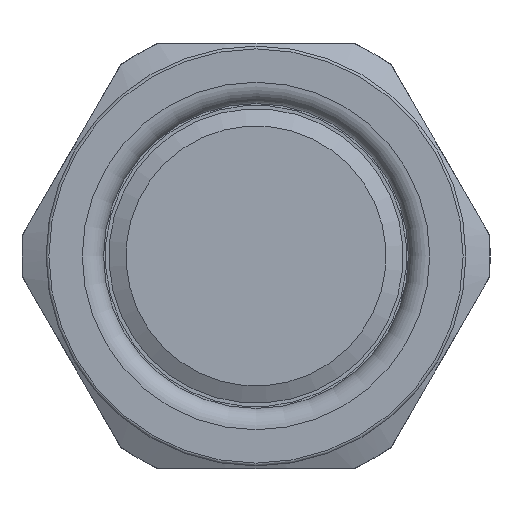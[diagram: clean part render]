
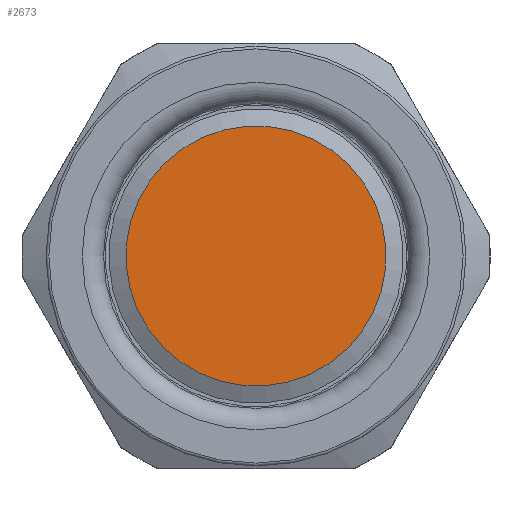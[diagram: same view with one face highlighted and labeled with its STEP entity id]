
A CAD part, left-side view. The second image highlights one B-rep face of the part: STEP entity #2673.
In plain terms, the highlighted face is planar.
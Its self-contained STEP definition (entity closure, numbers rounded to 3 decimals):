
#388=PLANE('',#3103);
#693=FACE_OUTER_BOUND('',#998,.T.);
#998=EDGE_LOOP('',(#2428));
#1170=CIRCLE('',#3102,9.17);
#1449=VERTEX_POINT('',#12281);
#1774=EDGE_CURVE('',#1449,#1449,#1170,.T.);
#2428=ORIENTED_EDGE('',*,*,#1774,.T.);
#2673=ADVANCED_FACE('',(#693),#388,.T.);
#3102=AXIS2_PLACEMENT_3D('',#12282,#3880,#3881);
#3103=AXIS2_PLACEMENT_3D('',#12283,#3882,#3883);
#3880=DIRECTION('center_axis',(1.,0.,0.));
#3881=DIRECTION('ref_axis',(0.,0.,-1.));
#3882=DIRECTION('center_axis',(1.,0.,0.));
#3883=DIRECTION('ref_axis',(0.,0.,-1.));
#12281=CARTESIAN_POINT('',(0.58,9.17,0.));
#12282=CARTESIAN_POINT('Origin',(0.58,0.,0.));
#12283=CARTESIAN_POINT('Origin',(0.58,0.,0.));
